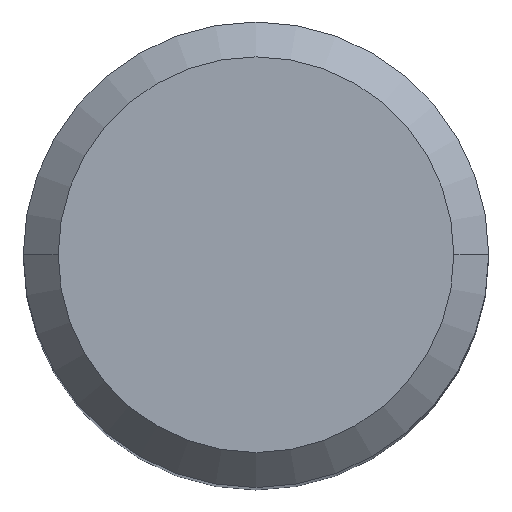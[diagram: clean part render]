
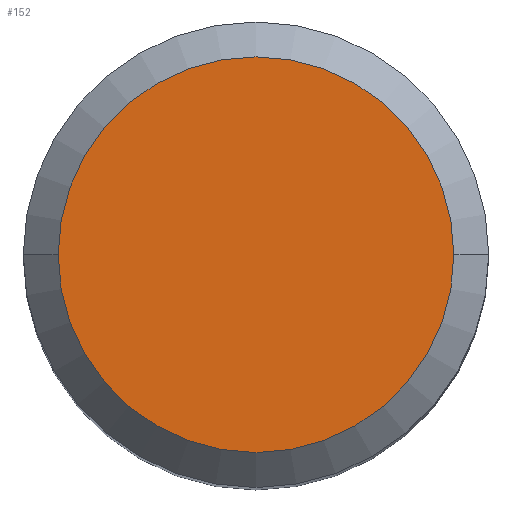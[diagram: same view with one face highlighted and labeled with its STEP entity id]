
A CAD part, top view. The second image highlights one B-rep face of the part: STEP entity #152.
In plain terms, the highlighted planar face has unit normal (0, 0, 1).
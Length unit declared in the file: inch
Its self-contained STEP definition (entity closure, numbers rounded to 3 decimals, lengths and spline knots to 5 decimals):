
#40 = AXIS2_PLACEMENT_3D ( 'NONE', #41, #454, #334 ) ;
#41 = CARTESIAN_POINT ( 'NONE',  ( 0., 0., 0. ) ) ;
#59 = ORIENTED_EDGE ( 'NONE', *, *, #306, .T. ) ;
#77 = CARTESIAN_POINT ( 'NONE',  ( 0., 0., 0. ) ) ;
#81 = CARTESIAN_POINT ( 'NONE',  ( 0., 0., 0. ) ) ;
#86 = EDGE_LOOP ( 'NONE', ( #59, #446 ) ) ;
#92 = VERTEX_POINT ( 'NONE', #468 ) ;
#109 = AXIS2_PLACEMENT_3D ( 'NONE', #77, #492, #151 ) ;
#128 = PLANE ( 'NONE',  #137 ) ;
#134 = CARTESIAN_POINT ( 'NONE',  ( -0.23426, 0., 0. ) ) ;
#137 = AXIS2_PLACEMENT_3D ( 'NONE', #81, #162, #311 ) ;
#151 = DIRECTION ( 'NONE',  ( 1., 0., 0. ) ) ;
#152 = ADVANCED_FACE ( 'NONE', ( #165 ), #128, .F. ) ;
#162 = DIRECTION ( 'NONE',  ( 0., 0., -1. ) ) ;
#165 = FACE_OUTER_BOUND ( 'NONE', #86, .T. ) ;
#306 = EDGE_CURVE ( 'NONE', #384, #92, #416, .T. ) ;
#311 = DIRECTION ( 'NONE',  ( -1., 0., 0. ) ) ;
#334 = DIRECTION ( 'NONE',  ( 1., 0., 0. ) ) ;
#346 = EDGE_CURVE ( 'NONE', #92, #384, #437, .T. ) ;
#384 = VERTEX_POINT ( 'NONE', #134 ) ;
#416 = CIRCLE ( 'NONE', #40, 0.23426 ) ;
#437 = CIRCLE ( 'NONE', #109, 0.23426 ) ;
#446 = ORIENTED_EDGE ( 'NONE', *, *, #346, .T. ) ;
#454 = DIRECTION ( 'NONE',  ( 0., 0., 1. ) ) ;
#468 = CARTESIAN_POINT ( 'NONE',  ( 0.23426, 0., 0. ) ) ;
#492 = DIRECTION ( 'NONE',  ( 0., 0., 1. ) ) ;
